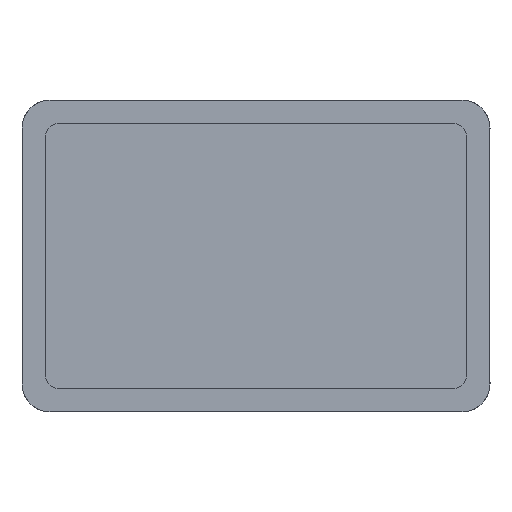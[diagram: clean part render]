
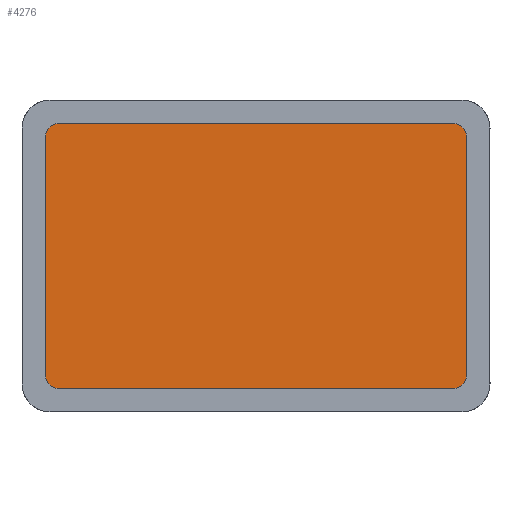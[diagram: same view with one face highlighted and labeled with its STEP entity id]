
A CAD part, front view. The second image highlights one B-rep face of the part: STEP entity #4276.
In plain terms, the highlighted planar face has unit normal (0, -1, 0).
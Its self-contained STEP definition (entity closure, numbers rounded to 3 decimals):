
#133 = EDGE_CURVE ( 'NONE', #1259, #4093, #10763, .T. ) ;
#199 = ORIENTED_EDGE ( 'NONE', *, *, #17055, .F. ) ;
#436 = DIRECTION ( 'NONE',  ( 0., 1., 0. ) ) ;
#827 = DIRECTION ( 'NONE',  ( -1., 0., 0. ) ) ;
#942 = VECTOR ( 'NONE', #17828, 1000. ) ;
#1259 = VERTEX_POINT ( 'NONE', #4273 ) ;
#2209 = AXIS2_PLACEMENT_3D ( 'NONE', #16763, #4080, #9709 ) ;
#2537 = VERTEX_POINT ( 'NONE', #5274 ) ;
#3079 = CARTESIAN_POINT ( 'NONE',  ( -126., 0., -76. ) ) ;
#3164 = DIRECTION ( 'NONE',  ( 0., 0., 1. ) ) ;
#3287 = AXIS2_PLACEMENT_3D ( 'NONE', #6808, #15236, #3952 ) ;
#3839 = VERTEX_POINT ( 'NONE', #13877 ) ;
#3888 = CARTESIAN_POINT ( 'NONE',  ( -135., 0., 76. ) ) ;
#3952 = DIRECTION ( 'NONE',  ( 0., 0., 1. ) ) ;
#4080 = DIRECTION ( 'NONE',  ( 0., 1., 0. ) ) ;
#4093 = VERTEX_POINT ( 'NONE', #4886 ) ;
#4260 = EDGE_CURVE ( 'NONE', #2537, #1259, #10727, .T. ) ;
#4273 = CARTESIAN_POINT ( 'NONE',  ( -135., 0., 76. ) ) ;
#4276 = ADVANCED_FACE ( 'NONE', ( #8123 ), #7014, .F. ) ;
#4453 = VECTOR ( 'NONE', #9687, 1000. ) ;
#4514 = ORIENTED_EDGE ( 'NONE', *, *, #4714, .F. ) ;
#4714 = EDGE_CURVE ( 'NONE', #18270, #3839, #13030, .T. ) ;
#4788 = LINE ( 'NONE', #5051, #942 ) ;
#4886 = CARTESIAN_POINT ( 'NONE',  ( -126., 0., 85. ) ) ;
#5051 = CARTESIAN_POINT ( 'NONE',  ( 135., 0., 76. ) ) ;
#5190 = AXIS2_PLACEMENT_3D ( 'NONE', #13094, #436, #7625 ) ;
#5274 = CARTESIAN_POINT ( 'NONE',  ( -135., 0., -76. ) ) ;
#5366 = LINE ( 'NONE', #8495, #4453 ) ;
#5733 = EDGE_CURVE ( 'NONE', #4093, #18270, #5366, .T. ) ;
#6356 = CIRCLE ( 'NONE', #5190, 9. ) ;
#6808 = CARTESIAN_POINT ( 'NONE',  ( 126., 0., 76. ) ) ;
#7014 = PLANE ( 'NONE',  #17449 ) ;
#7099 = VECTOR ( 'NONE', #10810, 1000. ) ;
#7237 = VERTEX_POINT ( 'NONE', #16455 ) ;
#7395 = EDGE_LOOP ( 'NONE', ( #14368, #10790, #17568, #199, #4514, #9631, #16065, #17647 ) ) ;
#7539 = CARTESIAN_POINT ( 'NONE',  ( 135., 0., -76. ) ) ;
#7625 = DIRECTION ( 'NONE',  ( 0., 0., 1. ) ) ;
#7840 = CARTESIAN_POINT ( 'NONE',  ( -126., 0., -85. ) ) ;
#8016 = CARTESIAN_POINT ( 'NONE',  ( 126., 0., 85. ) ) ;
#8123 = FACE_OUTER_BOUND ( 'NONE', #7395, .T. ) ;
#8456 = EDGE_CURVE ( 'NONE', #7237, #14185, #13846, .T. ) ;
#8495 = CARTESIAN_POINT ( 'NONE',  ( -126., 0., 85. ) ) ;
#9631 = ORIENTED_EDGE ( 'NONE', *, *, #5733, .F. ) ;
#9687 = DIRECTION ( 'NONE',  ( 1., 0., 0. ) ) ;
#9709 = DIRECTION ( 'NONE',  ( 0., 0., 1. ) ) ;
#10065 = AXIS2_PLACEMENT_3D ( 'NONE', #3079, #13138, #3164 ) ;
#10727 = LINE ( 'NONE', #3888, #7099 ) ;
#10763 = CIRCLE ( 'NONE', #2209, 9. ) ;
#10790 = ORIENTED_EDGE ( 'NONE', *, *, #8456, .F. ) ;
#10810 = DIRECTION ( 'NONE',  ( 0., 0., 1. ) ) ;
#11244 = CIRCLE ( 'NONE', #10065, 9. ) ;
#11361 = DIRECTION ( 'NONE',  ( 0., 0., 1. ) ) ;
#11637 = CARTESIAN_POINT ( 'NONE',  ( -126., 0., -85. ) ) ;
#13030 = CIRCLE ( 'NONE', #3287, 9. ) ;
#13094 = CARTESIAN_POINT ( 'NONE',  ( 126., 0., -76. ) ) ;
#13138 = DIRECTION ( 'NONE',  ( 0., 1., 0. ) ) ;
#13357 = VERTEX_POINT ( 'NONE', #7539 ) ;
#13441 = EDGE_CURVE ( 'NONE', #13357, #7237, #6356, .T. ) ;
#13846 = LINE ( 'NONE', #7840, #14063 ) ;
#13877 = CARTESIAN_POINT ( 'NONE',  ( 135., 0., 76. ) ) ;
#14063 = VECTOR ( 'NONE', #827, 1000. ) ;
#14185 = VERTEX_POINT ( 'NONE', #11637 ) ;
#14368 = ORIENTED_EDGE ( 'NONE', *, *, #15331, .F. ) ;
#15236 = DIRECTION ( 'NONE',  ( 0., 1., 0. ) ) ;
#15331 = EDGE_CURVE ( 'NONE', #14185, #2537, #11244, .T. ) ;
#15627 = CARTESIAN_POINT ( 'NONE',  ( -126., 0., -76. ) ) ;
#16065 = ORIENTED_EDGE ( 'NONE', *, *, #133, .F. ) ;
#16455 = CARTESIAN_POINT ( 'NONE',  ( 126., 0., -85. ) ) ;
#16738 = DIRECTION ( 'NONE',  ( 0., 1., 0. ) ) ;
#16763 = CARTESIAN_POINT ( 'NONE',  ( -126., 0., 76. ) ) ;
#17055 = EDGE_CURVE ( 'NONE', #3839, #13357, #4788, .T. ) ;
#17449 = AXIS2_PLACEMENT_3D ( 'NONE', #15627, #16738, #11361 ) ;
#17568 = ORIENTED_EDGE ( 'NONE', *, *, #13441, .F. ) ;
#17647 = ORIENTED_EDGE ( 'NONE', *, *, #4260, .F. ) ;
#17828 = DIRECTION ( 'NONE',  ( 0., 0., -1. ) ) ;
#18270 = VERTEX_POINT ( 'NONE', #8016 ) ;
